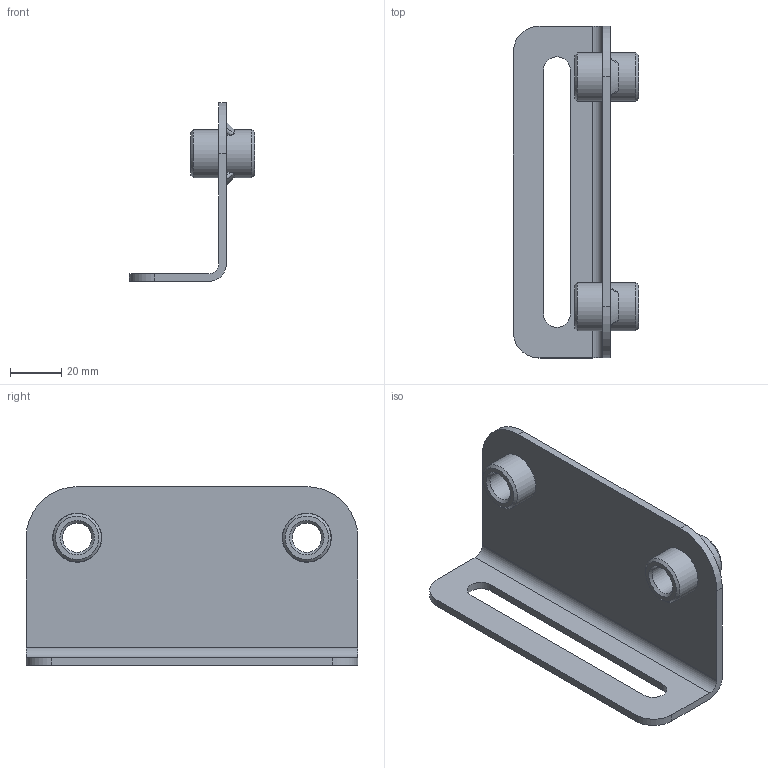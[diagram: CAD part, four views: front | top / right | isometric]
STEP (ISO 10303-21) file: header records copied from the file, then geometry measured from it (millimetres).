
FILE_DESCRIPTION(/* description */ (''),/* implementation_level */ '2;1');
FILE_NAME(/* name */ 'Montagehalterung_CLASSIC_FUTURA_NOVA_FLEX_2fach_G1_4i_Edelstahl_109686_Rev_A.stp',/* time_stamp */ '2015-02-27T11:11:18+01:00',/* author */ ('002180'),/* organization */ (''),/* preprocessor_version */ 'ST-DEVELOPER v15.6',/* originating_system */ 'Autodesk Inventor 2015',/* authorisation */ '');
FILE_SCHEMA (('AUTOMOTIVE_DESIGN { 1 0 10303 214 3 1 1 }'));
Length unit declared in the file: millimetre
Products named in the file (4): anmhg02a; Hülse G1_4; Schweißnaht
Bounding box: 49 x 130 x 70 mm (x, y, z)
Volume: 43478.3 mm3; surface area: 31171.1 mm2
Topology: 7 solids, 7 shells, 64 faces, 144 edges, 94 vertices
Faces by surface type: plane 26, cylinder 18, cone 12, bspline 8
Full cylindrical faces by diameter (mm): 11.445 x2, 19 x2, 19.2 x2
Entity records: 1432 total; most frequent: CARTESIAN_POINT 393, DIRECTION 202, ORIENTED_EDGE 180, EDGE_CURVE 90, AXIS2_PLACEMENT_3D 81, VERTEX_POINT 64, EDGE_LOOP 58, FACE_OUTER_BOUND 42
